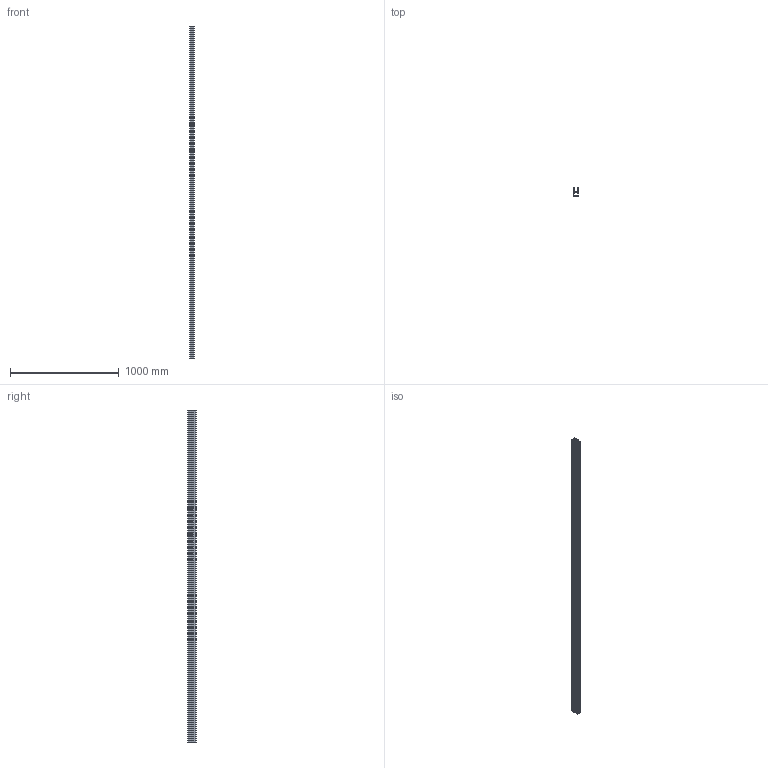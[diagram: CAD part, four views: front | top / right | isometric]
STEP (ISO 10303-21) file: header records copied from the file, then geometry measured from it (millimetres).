
FILE_DESCRIPTION(('TurboCAD Mac Pro'),'Build 980');
FILE_NAME('P1101C.stp',' ',(''),(''),'ACIS Interop','IMSI','TurboCAD Mac Pro BY IMSI, INCORPORATED');
FILE_SCHEMA(('automotive_design'));
Length unit declared in the file: inch
Products named in the file (1): 1
Bounding box: 41.27 x 82.55 x 3048 mm (x, y, z)
Volume: 1653686.8 mm3; surface area: 1679532.5 mm2
Topology: 1 solids, 1 shells, 120 faces, 352 edges, 232 vertices
Faces by surface type: plane 62, cylinder 58
Entity records: 5000 total; most frequent: DIRECTION 710, ORIENTED_EDGE 708, CARTESIAN_POINT 705, EDGE_CURVE 352, AXIS2_PLACEMENT_3D 237, LINE 236, VECTOR 236, VERTEX_POINT 232
